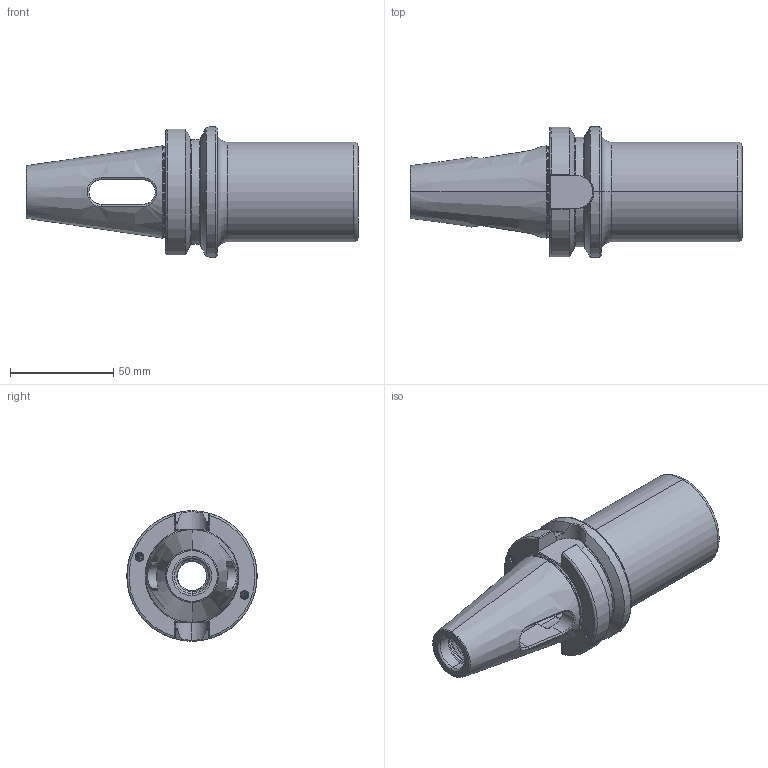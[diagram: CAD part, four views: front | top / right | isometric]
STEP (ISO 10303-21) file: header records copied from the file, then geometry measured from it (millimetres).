
FILE_DESCRIPTION (( 'STEP AP203' ), '1' );
FILE_NAME ('406.07.04.STEP', '2016-08-01T05:12:50', ( '' ), ( '' ), 'SwSTEP 2.0', 'SolidWorks 2012', '' );
FILE_SCHEMA (( 'CONFIG_CONTROL_DESIGN' ));
Length unit declared in the file: millimetre
Products named in the file (1): 406.07.04
Bounding box: 160.4 x 63 x 63 mm (x, y, z)
Volume: 167751.3 mm3; surface area: 41815.4 mm2
Topology: 1 solids, 1 shells, 199 faces, 533 edges, 336 vertices
Faces by surface type: cylinder 85, plane 39, torus 29, cone 24, bspline 22
Entity records: 15244 total; most frequent: CARTESIAN_POINT 10710, ORIENTED_EDGE 1066, DIRECTION 792, EDGE_CURVE 533, VERTEX_POINT 336, AXIS2_PLACEMENT_3D 314, EDGE_LOOP 209, FACE_OUTER_BOUND 199
